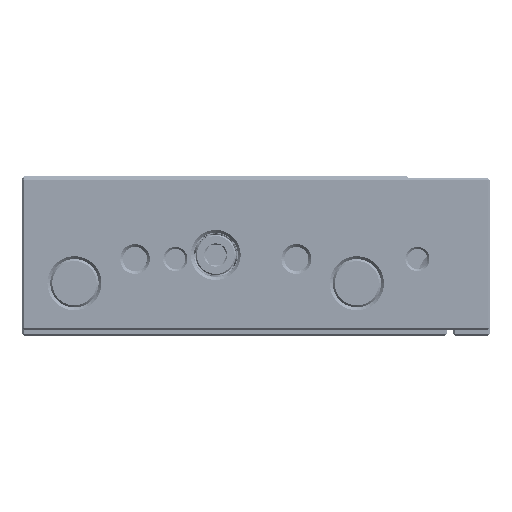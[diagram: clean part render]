
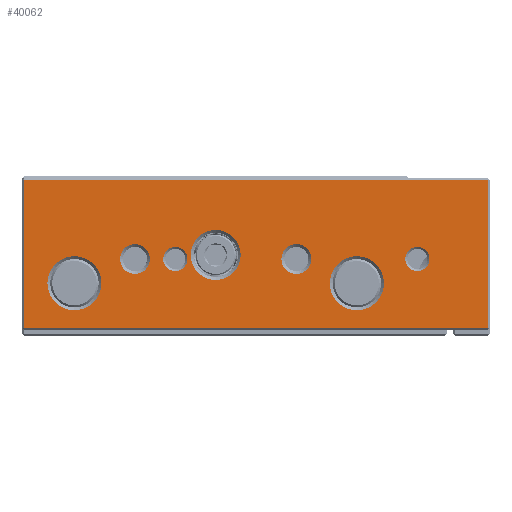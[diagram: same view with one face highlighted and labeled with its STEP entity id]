
A CAD part, left-side view. The second image highlights one B-rep face of the part: STEP entity #40062.
In plain terms, the highlighted planar face has unit normal (-1, 0, 0).
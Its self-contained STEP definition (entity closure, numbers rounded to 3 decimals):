
#875=FACE_BOUND('',#5065,.T.);
#876=FACE_BOUND('',#5066,.T.);
#877=FACE_BOUND('',#5067,.T.);
#878=FACE_BOUND('',#5068,.T.);
#879=FACE_BOUND('',#5069,.T.);
#880=FACE_BOUND('',#5070,.T.);
#881=FACE_BOUND('',#5071,.T.);
#1209=PLANE('',#42659);
#1534=CIRCLE('',#42660,6.7);
#1535=CIRCLE('',#42661,6.7);
#1536=CIRCLE('',#42662,3.);
#1537=CIRCLE('',#42663,3.7);
#1538=CIRCLE('',#42664,3.7);
#1539=CIRCLE('',#42665,3.);
#1540=CIRCLE('',#42666,6.2);
#2662=FACE_OUTER_BOUND('',#5064,.T.);
#5064=EDGE_LOOP('',(#26247,#26248,#26249,#26250));
#5065=EDGE_LOOP('',(#26251));
#5066=EDGE_LOOP('',(#26252));
#5067=EDGE_LOOP('',(#26253));
#5068=EDGE_LOOP('',(#26254));
#5069=EDGE_LOOP('',(#26255));
#5070=EDGE_LOOP('',(#26256));
#5071=EDGE_LOOP('',(#26257));
#10988=LINE('',#59850,#13051);
#10991=LINE('',#59854,#13054);
#10996=LINE('',#59862,#13059);
#11001=LINE('',#59869,#13064);
#13051=VECTOR('',#46211,10.);
#13054=VECTOR('',#46216,10.);
#13059=VECTOR('',#46227,10.);
#13064=VECTOR('',#46236,10.);
#15286=VERTEX_POINT('',#59805);
#15294=VERTEX_POINT('',#59822);
#15298=VERTEX_POINT('',#59836);
#15303=VERTEX_POINT('',#59846);
#15319=VERTEX_POINT('',#59915);
#15320=VERTEX_POINT('',#59917);
#15321=VERTEX_POINT('',#59919);
#15322=VERTEX_POINT('',#59921);
#15323=VERTEX_POINT('',#59923);
#15324=VERTEX_POINT('',#59925);
#15325=VERTEX_POINT('',#59927);
#19621=EDGE_CURVE('',#15298,#15303,#10988,.T.);
#19624=EDGE_CURVE('',#15303,#15294,#10991,.T.);
#19629=EDGE_CURVE('',#15286,#15298,#10996,.T.);
#19634=EDGE_CURVE('',#15294,#15286,#11001,.T.);
#19658=EDGE_CURVE('',#15319,#15319,#1534,.T.);
#19659=EDGE_CURVE('',#15320,#15320,#1535,.T.);
#19660=EDGE_CURVE('',#15321,#15321,#1536,.T.);
#19661=EDGE_CURVE('',#15322,#15322,#1537,.T.);
#19662=EDGE_CURVE('',#15323,#15323,#1538,.T.);
#19663=EDGE_CURVE('',#15324,#15324,#1539,.T.);
#19664=EDGE_CURVE('',#15325,#15325,#1540,.T.);
#26247=ORIENTED_EDGE('',*,*,#19621,.F.);
#26248=ORIENTED_EDGE('',*,*,#19629,.F.);
#26249=ORIENTED_EDGE('',*,*,#19634,.F.);
#26250=ORIENTED_EDGE('',*,*,#19624,.F.);
#26251=ORIENTED_EDGE('',*,*,#19658,.F.);
#26252=ORIENTED_EDGE('',*,*,#19659,.F.);
#26253=ORIENTED_EDGE('',*,*,#19660,.F.);
#26254=ORIENTED_EDGE('',*,*,#19661,.F.);
#26255=ORIENTED_EDGE('',*,*,#19662,.F.);
#26256=ORIENTED_EDGE('',*,*,#19663,.F.);
#26257=ORIENTED_EDGE('',*,*,#19664,.F.);
#40062=ADVANCED_FACE('',(#2662,#875,#876,#877,#878,#879,#880,#881),#1209,
 .T.);
#42659=AXIS2_PLACEMENT_3D('',#59914,#46287,#46288);
#42660=AXIS2_PLACEMENT_3D('',#59916,#46289,#46290);
#42661=AXIS2_PLACEMENT_3D('',#59918,#46291,#46292);
#42662=AXIS2_PLACEMENT_3D('',#59920,#46293,#46294);
#42663=AXIS2_PLACEMENT_3D('',#59922,#46295,#46296);
#42664=AXIS2_PLACEMENT_3D('',#59924,#46297,#46298);
#42665=AXIS2_PLACEMENT_3D('',#59926,#46299,#46300);
#42666=AXIS2_PLACEMENT_3D('',#59928,#46301,#46302);
#46211=DIRECTION('',(0.,1.,0.));
#46216=DIRECTION('',(0.,0.,1.));
#46227=DIRECTION('',(0.,0.,-1.));
#46236=DIRECTION('',(0.,-1.,0.));
#46287=DIRECTION('center_axis',(-1.,0.,0.));
#46288=DIRECTION('ref_axis',(0.,-1.,0.));
#46289=DIRECTION('center_axis',(-1.,0.,0.));
#46290=DIRECTION('ref_axis',(0.,0.,1.));
#46291=DIRECTION('center_axis',(-1.,0.,0.));
#46292=DIRECTION('ref_axis',(0.,0.,1.));
#46293=DIRECTION('center_axis',(-1.,0.,0.));
#46294=DIRECTION('ref_axis',(0.,0.,1.));
#46295=DIRECTION('center_axis',(-1.,0.,0.));
#46296=DIRECTION('ref_axis',(0.,0.,1.));
#46297=DIRECTION('center_axis',(-1.,0.,0.));
#46298=DIRECTION('ref_axis',(0.,0.,1.));
#46299=DIRECTION('center_axis',(-1.,0.,0.));
#46300=DIRECTION('ref_axis',(0.,0.,1.));
#46301=DIRECTION('center_axis',(-1.,0.,0.));
#46302=DIRECTION('ref_axis',(0.,0.,1.));
#59805=CARTESIAN_POINT('',(0.,0.5,37.));
#59822=CARTESIAN_POINT('',(0.,115.5,37.));
#59836=CARTESIAN_POINT('',(0.,0.5,0.5));
#59846=CARTESIAN_POINT('',(0.,115.5,0.5));
#59850=CARTESIAN_POINT('',(0.,87.,0.5));
#59854=CARTESIAN_POINT('',(0.,115.5,0.));
#59862=CARTESIAN_POINT('',(0.,0.5,0.));
#59869=CARTESIAN_POINT('',(0.,87.,37.));
#59914=CARTESIAN_POINT('Origin',(0.,116.,0.));
#59915=CARTESIAN_POINT('',(0.,33.,4.8));
#59916=CARTESIAN_POINT('Origin',(0.,33.,11.5));
#59917=CARTESIAN_POINT('',(0.,103.,4.8));
#59918=CARTESIAN_POINT('Origin',(0.,103.,11.5));
#59919=CARTESIAN_POINT('',(0.,78.,14.5));
#59920=CARTESIAN_POINT('Origin',(0.,78.,17.5));
#59921=CARTESIAN_POINT('',(0.,88.,13.8));
#59922=CARTESIAN_POINT('Origin',(0.,88.,17.5));
#59923=CARTESIAN_POINT('',(0.,48.,13.8));
#59924=CARTESIAN_POINT('Origin',(0.,48.,17.5));
#59925=CARTESIAN_POINT('',(0.,18.,14.5));
#59926=CARTESIAN_POINT('Origin',(0.,18.,17.5));
#59927=CARTESIAN_POINT('',(0.,68.,12.3));
#59928=CARTESIAN_POINT('Origin',(0.,68.,18.5));
